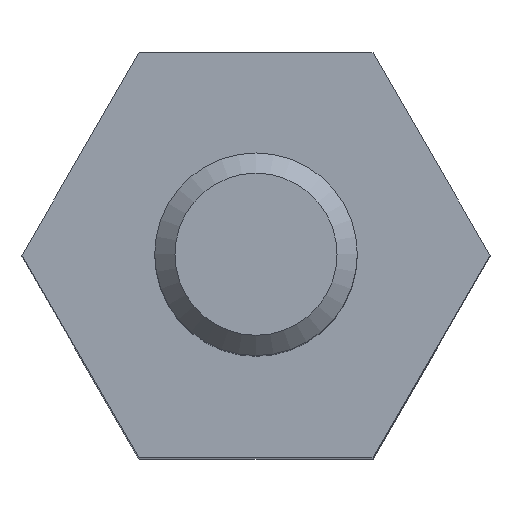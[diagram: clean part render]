
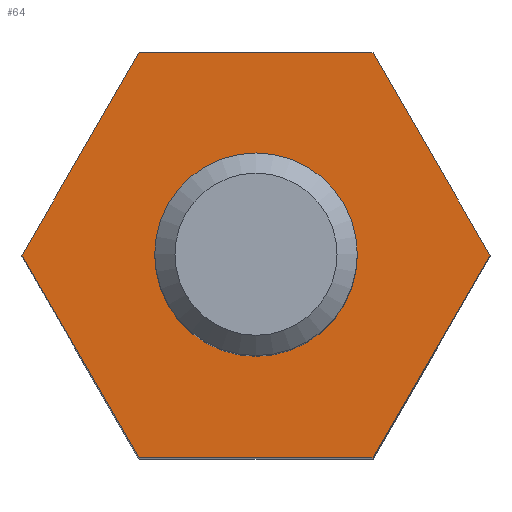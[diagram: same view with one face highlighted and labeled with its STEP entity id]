
A CAD part, top view. The second image highlights one B-rep face of the part: STEP entity #64.
In plain terms, the highlighted planar face has unit normal (0, 0, 1).
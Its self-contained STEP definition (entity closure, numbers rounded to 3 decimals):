
#64 = ADVANCED_FACE( '', ( #142, #143 ), #144, .T. );
#142 = FACE_BOUND( '', #240, .T. );
#143 = FACE_OUTER_BOUND( '', #241, .T. );
#144 = PLANE( '', #242 );
#240 = EDGE_LOOP( '', ( #360 ) );
#241 = EDGE_LOOP( '', ( #361, #362, #363, #364, #365, #366 ) );
#242 = AXIS2_PLACEMENT_3D( '', #367, #368, #369 );
#360 = ORIENTED_EDGE( '', *, *, #526, .T. );
#361 = ORIENTED_EDGE( '', *, *, #527, .T. );
#362 = ORIENTED_EDGE( '', *, *, #516, .T. );
#363 = ORIENTED_EDGE( '', *, *, #528, .T. );
#364 = ORIENTED_EDGE( '', *, *, #510, .T. );
#365 = ORIENTED_EDGE( '', *, *, #529, .T. );
#366 = ORIENTED_EDGE( '', *, *, #502, .T. );
#367 = CARTESIAN_POINT( '', ( 0., 0., 0. ) );
#368 = DIRECTION( '', ( 0., 0., 1. ) );
#369 = DIRECTION( '', ( 1., 0., 0. ) );
#502 = EDGE_CURVE( '', #568, #574, #576, .T. );
#510 = EDGE_CURVE( '', #582, #588, #590, .T. );
#516 = EDGE_CURVE( '', #593, #599, #601, .T. );
#526 = EDGE_CURVE( '', #615, #615, #616, .F. );
#527 = EDGE_CURVE( '', #574, #593, #617, .T. );
#528 = EDGE_CURVE( '', #599, #582, #618, .T. );
#529 = EDGE_CURVE( '', #588, #568, #619, .T. );
#568 = VERTEX_POINT( '', #666 );
#574 = VERTEX_POINT( '', #675 );
#576 = LINE( '', #678, #679 );
#582 = VERTEX_POINT( '', #685 );
#588 = VERTEX_POINT( '', #694 );
#590 = LINE( '', #697, #698 );
#593 = VERTEX_POINT( '', #701 );
#599 = VERTEX_POINT( '', #710 );
#601 = LINE( '', #713, #714 );
#615 = VERTEX_POINT( '', #729 );
#616 = CIRCLE( '', #730, 1.3 );
#617 = LINE( '', #731, #732 );
#618 = LINE( '', #733, #734 );
#619 = LINE( '', #735, #736 );
#666 = CARTESIAN_POINT( '', ( -3.464, 0., 0. ) );
#675 = CARTESIAN_POINT( '', ( -1.732, -3., 0. ) );
#678 = CARTESIAN_POINT( '', ( -3.464, 0., 0. ) );
#679 = VECTOR( '', #790, 1000. );
#685 = CARTESIAN_POINT( '', ( 1.732, 3., 0. ) );
#694 = CARTESIAN_POINT( '', ( -1.732, 3., 0. ) );
#697 = CARTESIAN_POINT( '', ( 1.732, 3., 0. ) );
#698 = VECTOR( '', #798, 1000. );
#701 = CARTESIAN_POINT( '', ( 1.732, -3., 0. ) );
#710 = CARTESIAN_POINT( '', ( 3.464, 0., 0. ) );
#713 = CARTESIAN_POINT( '', ( 1.732, -3., 0. ) );
#714 = VECTOR( '', #803, 1000. );
#729 = CARTESIAN_POINT( '', ( 1.3, 0., 0. ) );
#730 = AXIS2_PLACEMENT_3D( '', #817, #818, #819 );
#731 = CARTESIAN_POINT( '', ( -1.732, -3., 0. ) );
#732 = VECTOR( '', #820, 1000. );
#733 = CARTESIAN_POINT( '', ( 3.464, 0., 0. ) );
#734 = VECTOR( '', #821, 1000. );
#735 = CARTESIAN_POINT( '', ( -1.732, 3., 0. ) );
#736 = VECTOR( '', #822, 1000. );
#790 = DIRECTION( '', ( 0.5, -0.866, 0. ) );
#798 = DIRECTION( '', ( -1., 0., 0. ) );
#803 = DIRECTION( '', ( 0.5, 0.866, 0. ) );
#817 = CARTESIAN_POINT( '', ( 0., 0., 0. ) );
#818 = DIRECTION( '', ( 0., 0., 1. ) );
#819 = DIRECTION( '', ( 1., 0., 0. ) );
#820 = DIRECTION( '', ( 1., 0., 0. ) );
#821 = DIRECTION( '', ( -0.5, 0.866, 0. ) );
#822 = DIRECTION( '', ( -0.5, -0.866, 0. ) );
